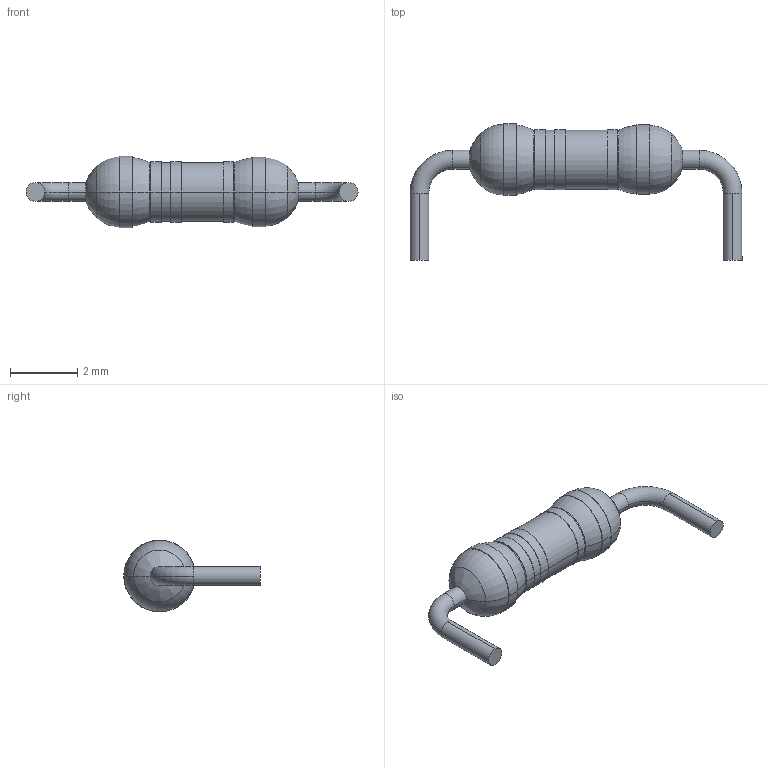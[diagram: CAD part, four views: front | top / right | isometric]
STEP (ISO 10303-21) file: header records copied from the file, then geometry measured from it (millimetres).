
FILE_DESCRIPTION (( 'STEP AP214' ), '1' );
FILE_NAME ('res3.STEP', '2020-01-05T12:51:43', ( '' ), ( '' ), 'SwSTEP 2.0', 'SolidWorks 2019', '' );
FILE_SCHEMA (( 'AUTOMOTIVE_DESIGN' ));
Length unit declared in the file: millimetre
Products named in the file (1): res3
Bounding box: 9.91 x 4.07 x 2.14 mm (x, y, z)
Volume: 18.6 mm3; surface area: 54.6 mm2
Topology: 1 solids, 1 shells, 54 faces, 110 edges, 68 vertices
Faces by surface type: cylinder 24, torus 12, plane 12, bspline 4, cone 2
Entity records: 2122 total; most frequent: CARTESIAN_POINT 305, DIRECTION 288, ORIENTED_EDGE 220, AXIS2_PLACEMENT_3D 131, EDGE_CURVE 110, CIRCLE 80, VERTEX_POINT 68, EDGE_LOOP 64
